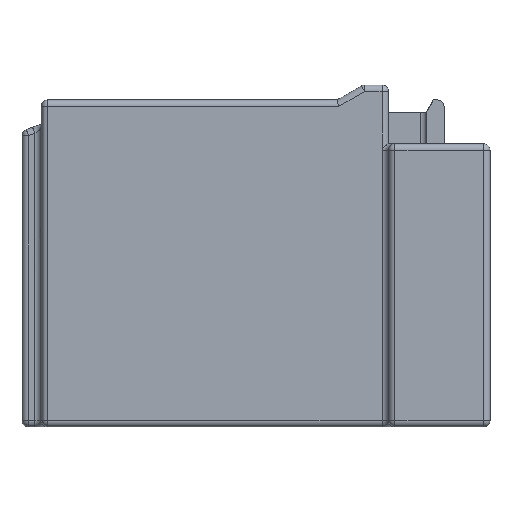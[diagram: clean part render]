
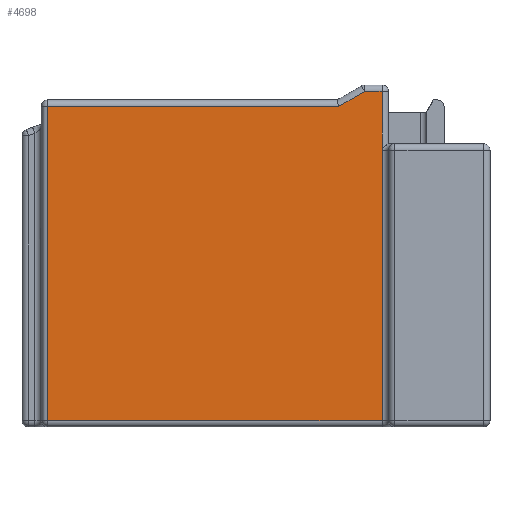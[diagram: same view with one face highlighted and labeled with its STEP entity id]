
A CAD part, front view. The second image highlights one B-rep face of the part: STEP entity #4698.
In plain terms, the highlighted planar face has unit normal (0, -1, 0).
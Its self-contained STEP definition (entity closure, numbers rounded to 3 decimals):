
#1056=DIRECTION('',(-1.,0.,0.));
#1057=VECTOR('',#1056,15.65);
#1058=CARTESIAN_POINT('',(6.225,-3.675,-15.));
#1059=LINE('',#1058,#1057);
#1060=DIRECTION('',(0.,0.,1.));
#1061=VECTOR('',#1060,14.7);
#1062=CARTESIAN_POINT('',(-9.425,-3.675,-15.));
#1063=LINE('',#1062,#1061);
#1064=DIRECTION('',(-1.,0.,0.));
#1065=VECTOR('',#1064,13.618);
#1066=CARTESIAN_POINT('',(4.193,-3.675,-0.3));
#1067=LINE('',#1066,#1065);
#1068=DIRECTION('',(-0.866,0.,-0.5));
#1069=VECTOR('',#1068,1.4);
#1070=CARTESIAN_POINT('',(5.405,-3.675,0.4));
#1071=LINE('',#1070,#1069);
#1072=DIRECTION('',(-1.,0.,0.));
#1073=VECTOR('',#1072,0.82);
#1074=CARTESIAN_POINT('',(6.225,-3.675,0.4));
#1075=LINE('',#1074,#1073);
#1076=DIRECTION('',(0.,0.,-1.));
#1077=VECTOR('',#1076,2.75);
#1078=CARTESIAN_POINT('',(6.225,-3.675,0.4));
#1079=LINE('',#1078,#1077);
#1080=DIRECTION('',(0.,0.,1.));
#1081=VECTOR('',#1080,12.65);
#1082=CARTESIAN_POINT('',(6.225,-3.675,-15.));
#1083=LINE('',#1082,#1081);
#2981=CARTESIAN_POINT('',(6.225,-3.675,-2.35));
#2983=VERTEX_POINT('',#2981);
#3054=CARTESIAN_POINT('',(6.225,-3.675,-15.));
#3055=VERTEX_POINT('',#3054);
#3060=CARTESIAN_POINT('',(6.225,-3.675,0.4));
#3061=VERTEX_POINT('',#3060);
#3066=CARTESIAN_POINT('',(5.405,-3.675,0.4));
#3067=VERTEX_POINT('',#3066);
#3074=CARTESIAN_POINT('',(4.193,-3.675,-0.3));
#3075=VERTEX_POINT('',#3074);
#3161=CARTESIAN_POINT('',(-9.425,-3.675,-15.));
#3162=VERTEX_POINT('',#3161);
#3169=CARTESIAN_POINT('',(-9.425,-3.675,-0.3));
#3170=VERTEX_POINT('',#3169);
#4680=CARTESIAN_POINT('',(-9.125,-3.675,0.));
#4681=DIRECTION('',(0.,-1.,0.));
#4682=DIRECTION('',(1.,0.,0.));
#4683=AXIS2_PLACEMENT_3D('',#4680,#4681,#4682);
#4684=PLANE('',#4683);
#4686=ORIENTED_EDGE('',*,*,#4685,.T.);
#4688=ORIENTED_EDGE('',*,*,#4687,.T.);
#4689=ORIENTED_EDGE('',*,*,#4588,.F.);
#4690=ORIENTED_EDGE('',*,*,#4602,.F.);
#4691=ORIENTED_EDGE('',*,*,#4670,.F.);
#4693=ORIENTED_EDGE('',*,*,#4692,.T.);
#4695=ORIENTED_EDGE('',*,*,#4694,.F.);
#4696=EDGE_LOOP('',(#4686,#4688,#4689,#4690,#4691,#4693,#4695));
#4697=FACE_OUTER_BOUND('',#4696,.F.);
#4698=ADVANCED_FACE('',(#4697),#4684,.T.);
#4588=EDGE_CURVE('',#3075,#3170,#1067,.T.);
#4602=EDGE_CURVE('',#3067,#3075,#1071,.T.);
#4670=EDGE_CURVE('',#3061,#3067,#1075,.T.);
#4685=EDGE_CURVE('',#3055,#3162,#1059,.T.);
#4687=EDGE_CURVE('',#3162,#3170,#1063,.T.);
#4692=EDGE_CURVE('',#3061,#2983,#1079,.T.);
#4694=EDGE_CURVE('',#3055,#2983,#1083,.T.);
